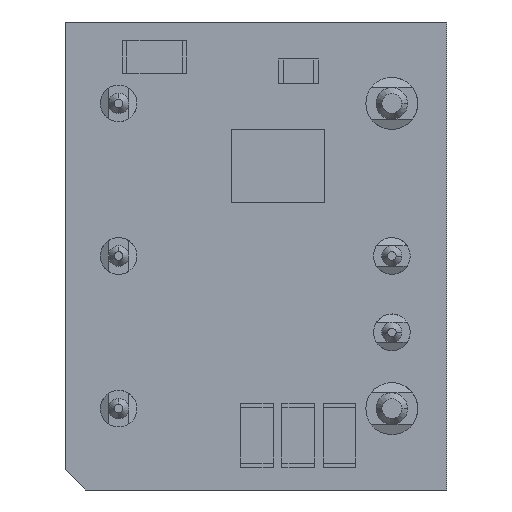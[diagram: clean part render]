
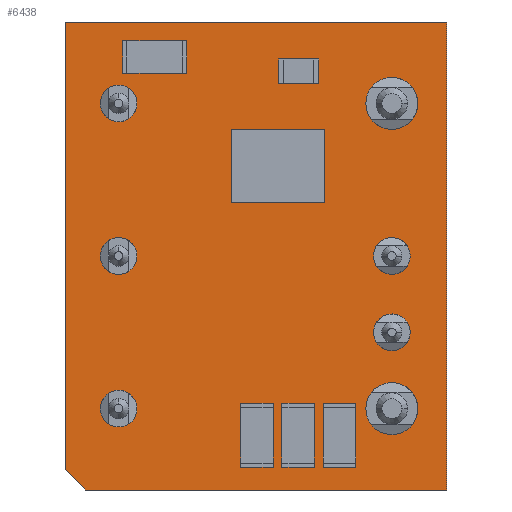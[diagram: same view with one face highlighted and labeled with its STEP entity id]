
A CAD part, front view. The second image highlights one B-rep face of the part: STEP entity #6438.
In plain terms, the highlighted planar face has unit normal (0, -1, 0).
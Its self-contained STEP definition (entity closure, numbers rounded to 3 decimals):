
#141 = EDGE_CURVE ( 'NONE', #8910, #7209, #4820, .T. ) ;
#973 = CARTESIAN_POINT ( 'NONE',  ( 9.525, 2.286, 11.684 ) ) ;
#1009 = CARTESIAN_POINT ( 'NONE',  ( -9.525, 2.286, -10.668 ) ) ;
#1575 = VERTEX_POINT ( 'NONE', #6931 ) ;
#1820 = PLANE ( 'NONE',  #10725 ) ;
#2347 = DIRECTION ( 'NONE',  ( 0., 0., 1. ) ) ;
#2974 = CARTESIAN_POINT ( 'NONE',  ( 0., 2.286, 0. ) ) ;
#3007 = DIRECTION ( 'NONE',  ( 0.707, 0., -0.707 ) ) ;
#3057 = CARTESIAN_POINT ( 'NONE',  ( 9.525, 2.286, -11.684 ) ) ;
#3423 = VECTOR ( 'NONE', #7051, 1000. ) ;
#3582 = EDGE_CURVE ( 'NONE', #10009, #1575, #5827, .T. ) ;
#3690 = DIRECTION ( 'NONE',  ( 0., 1., 0. ) ) ;
#4247 = EDGE_LOOP ( 'NONE', ( #8230, #5455, #5866, #9783, #12143 ) ) ;
#4483 = VECTOR ( 'NONE', #3007, 1000. ) ;
#4820 = LINE ( 'NONE', #10781, #4866 ) ;
#4866 = VECTOR ( 'NONE', #5903, 1000. ) ;
#4880 = EDGE_CURVE ( 'NONE', #1575, #8910, #7812, .T. ) ;
#5455 = ORIENTED_EDGE ( 'NONE', *, *, #7406, .T. ) ;
#5710 = DIRECTION ( 'NONE',  ( -1., 0., 0. ) ) ;
#5747 = CARTESIAN_POINT ( 'NONE',  ( -8.509, 2.286, -11.684 ) ) ;
#5827 = LINE ( 'NONE', #5943, #3423 ) ;
#5866 = ORIENTED_EDGE ( 'NONE', *, *, #141, .F. ) ;
#5883 = DIRECTION ( 'NONE',  ( 0., 0., -1. ) ) ;
#5903 = DIRECTION ( 'NONE',  ( -1., 0., 0. ) ) ;
#5943 = CARTESIAN_POINT ( 'NONE',  ( -9.525, 2.286, 11.684 ) ) ;
#6057 = EDGE_CURVE ( 'NONE', #9506, #10009, #8037, .T. ) ;
#6438 = ADVANCED_FACE ( 'NONE', ( #11808 ), #1820, .F. ) ;
#6931 = CARTESIAN_POINT ( 'NONE',  ( 9.525, 2.286, 11.684 ) ) ;
#7051 = DIRECTION ( 'NONE',  ( 1., 0., 0. ) ) ;
#7099 = CARTESIAN_POINT ( 'NONE',  ( -8.509, 2.286, -11.684 ) ) ;
#7209 = VERTEX_POINT ( 'NONE', #5747 ) ;
#7406 = EDGE_CURVE ( 'NONE', #9506, #7209, #9974, .T. ) ;
#7812 = LINE ( 'NONE', #973, #11112 ) ;
#8037 = LINE ( 'NONE', #10097, #8659 ) ;
#8230 = ORIENTED_EDGE ( 'NONE', *, *, #6057, .F. ) ;
#8659 = VECTOR ( 'NONE', #2347, 1000. ) ;
#8910 = VERTEX_POINT ( 'NONE', #3057 ) ;
#9107 = CARTESIAN_POINT ( 'NONE',  ( -9.525, 2.286, 11.684 ) ) ;
#9506 = VERTEX_POINT ( 'NONE', #1009 ) ;
#9783 = ORIENTED_EDGE ( 'NONE', *, *, #4880, .F. ) ;
#9974 = LINE ( 'NONE', #7099, #4483 ) ;
#10009 = VERTEX_POINT ( 'NONE', #9107 ) ;
#10097 = CARTESIAN_POINT ( 'NONE',  ( -9.525, 2.286, -11.684 ) ) ;
#10725 = AXIS2_PLACEMENT_3D ( 'NONE', #2974, #3690, #5710 ) ;
#10781 = CARTESIAN_POINT ( 'NONE',  ( 9.525, 2.286, -11.684 ) ) ;
#11112 = VECTOR ( 'NONE', #5883, 1000. ) ;
#11808 = FACE_OUTER_BOUND ( 'NONE', #4247, .T. ) ;
#12143 = ORIENTED_EDGE ( 'NONE', *, *, #3582, .F. ) ;
